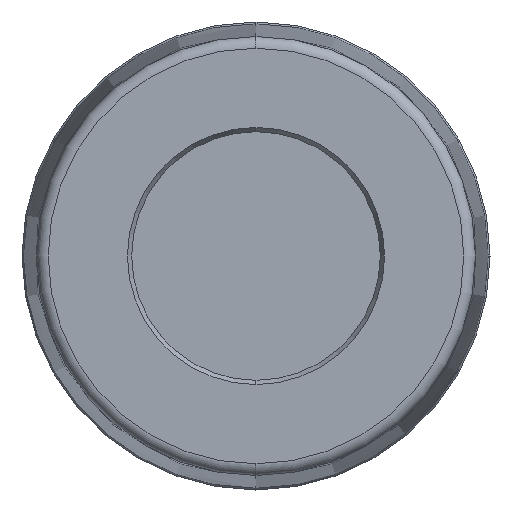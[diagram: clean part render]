
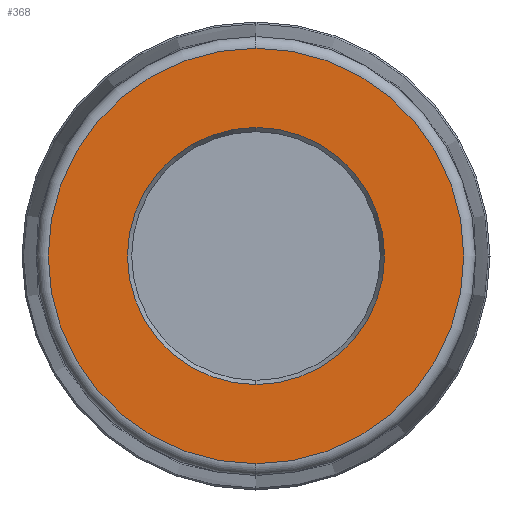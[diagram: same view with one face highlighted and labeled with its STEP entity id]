
A CAD part, left-side view. The second image highlights one B-rep face of the part: STEP entity #368.
In plain terms, the highlighted planar face has unit normal (-1, 0, 0).
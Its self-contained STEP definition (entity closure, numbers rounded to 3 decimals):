
#6 = PLANE ( 'NONE',  #44 ) ;
#16 = CIRCLE ( 'NONE', #280, 8.789 ) ;
#35 = AXIS2_PLACEMENT_3D ( 'NONE', #242, #381, #263 ) ;
#44 = AXIS2_PLACEMENT_3D ( 'NONE', #406, #200, #83 ) ;
#47 = VERTEX_POINT ( 'NONE', #135 ) ;
#83 = DIRECTION ( 'NONE',  ( 0., 0., -1. ) ) ;
#86 = AXIS2_PLACEMENT_3D ( 'NONE', #186, #111, #148 ) ;
#92 = FACE_OUTER_BOUND ( 'NONE', #306, .T. ) ;
#111 = DIRECTION ( 'NONE',  ( -1., 0., 0. ) ) ;
#113 = FACE_BOUND ( 'NONE', #191, .T. ) ;
#128 = VERTEX_POINT ( 'NONE', #180 ) ;
#135 = CARTESIAN_POINT ( 'NONE',  ( 0., 0., -14.207 ) ) ;
#147 = DIRECTION ( 'NONE',  ( -1., 0., 0. ) ) ;
#148 = DIRECTION ( 'NONE',  ( 0., 0., 1. ) ) ;
#171 = AXIS2_PLACEMENT_3D ( 'NONE', #461, #147, #272 ) ;
#180 = CARTESIAN_POINT ( 'NONE',  ( 0., 0., 14.207 ) ) ;
#186 = CARTESIAN_POINT ( 'NONE',  ( 0., 0., 0. ) ) ;
#191 = EDGE_LOOP ( 'NONE', ( #355, #470 ) ) ;
#200 = DIRECTION ( 'NONE',  ( 1., 0., 0. ) ) ;
#242 = CARTESIAN_POINT ( 'NONE',  ( 0., 0., 0. ) ) ;
#259 = EDGE_CURVE ( 'NONE', #128, #47, #410, .T. ) ;
#263 = DIRECTION ( 'NONE',  ( 0., 0., 1. ) ) ;
#272 = DIRECTION ( 'NONE',  ( 0., 0., 1. ) ) ;
#274 = CIRCLE ( 'NONE', #86, 14.207 ) ;
#280 = AXIS2_PLACEMENT_3D ( 'NONE', #431, #283, #435 ) ;
#283 = DIRECTION ( 'NONE',  ( -1., 0., 0. ) ) ;
#302 = CIRCLE ( 'NONE', #35, 8.789 ) ;
#306 = EDGE_LOOP ( 'NONE', ( #372, #447 ) ) ;
#315 = EDGE_CURVE ( 'NONE', #47, #128, #274, .T. ) ;
#343 = VERTEX_POINT ( 'NONE', #392 ) ;
#355 = ORIENTED_EDGE ( 'NONE', *, *, #504, .F. ) ;
#361 = EDGE_CURVE ( 'NONE', #482, #343, #16, .T. ) ;
#368 = ADVANCED_FACE ( 'NONE', ( #113, #92 ), #6, .F. ) ;
#372 = ORIENTED_EDGE ( 'NONE', *, *, #259, .T. ) ;
#381 = DIRECTION ( 'NONE',  ( -1., 0., 0. ) ) ;
#392 = CARTESIAN_POINT ( 'NONE',  ( 0., 0., 8.789 ) ) ;
#406 = CARTESIAN_POINT ( 'NONE',  ( 0., 14.207, 0. ) ) ;
#410 = CIRCLE ( 'NONE', #171, 14.207 ) ;
#431 = CARTESIAN_POINT ( 'NONE',  ( 0., 0., 0. ) ) ;
#435 = DIRECTION ( 'NONE',  ( 0., 0., 1. ) ) ;
#447 = ORIENTED_EDGE ( 'NONE', *, *, #315, .T. ) ;
#461 = CARTESIAN_POINT ( 'NONE',  ( 0., 0., 0. ) ) ;
#470 = ORIENTED_EDGE ( 'NONE', *, *, #361, .F. ) ;
#476 = CARTESIAN_POINT ( 'NONE',  ( 0., 0., -8.789 ) ) ;
#482 = VERTEX_POINT ( 'NONE', #476 ) ;
#504 = EDGE_CURVE ( 'NONE', #343, #482, #302, .T. ) ;
